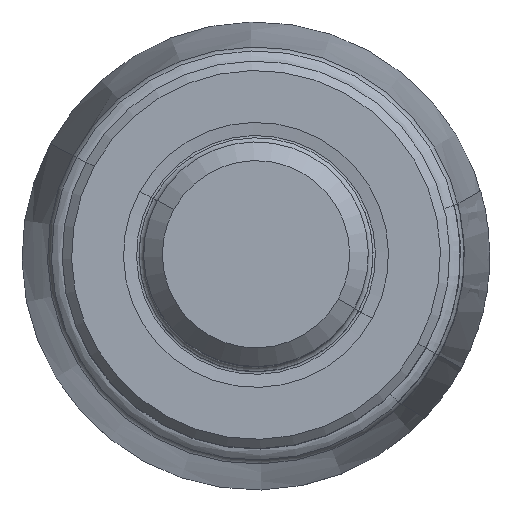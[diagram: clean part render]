
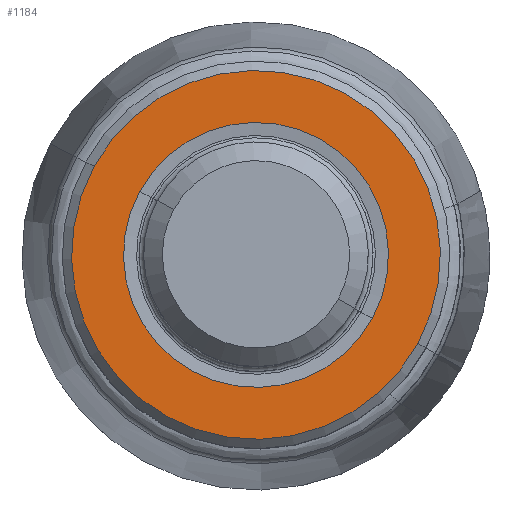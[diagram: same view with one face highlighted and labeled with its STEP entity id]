
A CAD part, top view. The second image highlights one B-rep face of the part: STEP entity #1184.
In plain terms, the highlighted planar face has unit normal (0, 0, 1).
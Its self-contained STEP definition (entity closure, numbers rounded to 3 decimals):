
#461=CARTESIAN_POINT('Vertex',(-6.209,3.392,35.)) ;
#464=CARTESIAN_POINT('Axis2P3D Location',(0.,0.,35.)) ;
#468=CARTESIAN_POINT('Vertex',(6.209,-3.392,35.)) ;
#483=CARTESIAN_POINT('Axis2P3D Location',(0.,0.,35.)) ;
#504=CARTESIAN_POINT('Vertex',(-8.644,4.722,35.)) ;
#520=CARTESIAN_POINT('Vertex',(8.644,-4.722,35.)) ;
#523=CARTESIAN_POINT('Axis2P3D Location',(0.,0.,35.)) ;
#540=CARTESIAN_POINT('Axis2P3D Location',(0.,0.,35.)) ;
#1171=CARTESIAN_POINT('Axis2P3D Location',(9.85,0.,35.)) ;
#465=DIRECTION('Axis2P3D Direction',(-0.,0.,1.)) ;
#484=DIRECTION('Axis2P3D Direction',(-0.,0.,1.)) ;
#524=DIRECTION('Axis2P3D Direction',(0.,0.,-1.)) ;
#541=DIRECTION('Axis2P3D Direction',(0.,0.,-1.)) ;
#1172=DIRECTION('Axis2P3D Direction',(0.,0.,-1.)) ;
#1173=DIRECTION('Axis2P3D XDirection',(1.,0.,0.)) ;
#466=AXIS2_PLACEMENT_3D('Circle Axis2P3D',#464,#465,$) ;
#485=AXIS2_PLACEMENT_3D('Circle Axis2P3D',#483,#484,$) ;
#525=AXIS2_PLACEMENT_3D('Circle Axis2P3D',#523,#524,$) ;
#542=AXIS2_PLACEMENT_3D('Circle Axis2P3D',#540,#541,$) ;
#1174=AXIS2_PLACEMENT_3D('Plane Axis2P3D',#1171,#1172,#1173) ;
#1177=ORIENTED_EDGE('',*,*,#527,.F.) ;
#1178=ORIENTED_EDGE('',*,*,#544,.F.) ;
#1181=ORIENTED_EDGE('',*,*,#487,.T.) ;
#1182=ORIENTED_EDGE('',*,*,#470,.T.) ;
#1183=FACE_BOUND('',#1180,.T.) ;
#1184=ADVANCED_FACE('Hauptk\X2\00F6\X0\rper',(#1179,#1183),#1175,.F.) ;
#467=CIRCLE('generated circle',#466,7.076) ;
#486=CIRCLE('generated circle',#485,7.076) ;
#526=CIRCLE('generated circle',#525,9.85) ;
#543=CIRCLE('generated circle',#542,9.85) ;
#470=EDGE_CURVE('',#469,#462,#467,.F.) ;
#487=EDGE_CURVE('',#462,#469,#486,.F.) ;
#527=EDGE_CURVE('',#521,#505,#526,.T.) ;
#544=EDGE_CURVE('',#505,#521,#543,.T.) ;
#1176=EDGE_LOOP('',(#1177,#1178)) ;
#1180=EDGE_LOOP('',(#1181,#1182)) ;
#1179=FACE_OUTER_BOUND('',#1176,.T.) ;
#1175=PLANE('',#1174) ;
#462=VERTEX_POINT('',#461) ;
#469=VERTEX_POINT('',#468) ;
#505=VERTEX_POINT('',#504) ;
#521=VERTEX_POINT('',#520) ;
